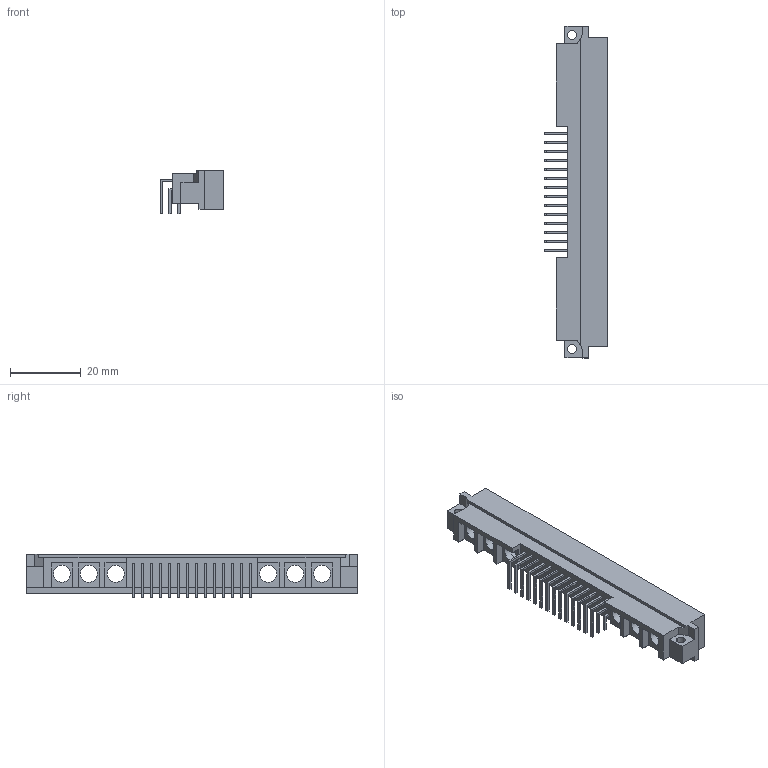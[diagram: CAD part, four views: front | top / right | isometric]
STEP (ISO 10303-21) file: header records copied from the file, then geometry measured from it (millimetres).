
FILE_DESCRIPTION((''),'2;1');
FILE_NAME('ERNI_593814.stp','2009-06-04T15:37:45',(''),(''),'Mechanical Desktop 2006','Mechanical Desktop 2006',', , ');
FILE_SCHEMA(('AUTOMOTIVE_DESIGN { 1 2 10303 214 0 1 1 1 }'));
Length unit declared in the file: millimetre
Products named in the file (2): Product; *X0
Bounding box: 18.12 x 94 x 12.4 mm (x, y, z)
Volume: 11371 mm3; surface area: 16902.6 mm2
Topology: 242 solids, 242 shells, 1886 faces, 4113 edges, 2725 vertices
Faces by surface type: plane 1830, cylinder 56
Entity records: 50466 total; most frequent: CARTESIAN_POINT 8738, ORIENTED_EDGE 8226, DIRECTION 8030, EDGE_CURVE 4113, VECTOR 3996, LINE 3996, VERTEX_POINT 2725, AXIS2_PLACEMENT_3D 2017
